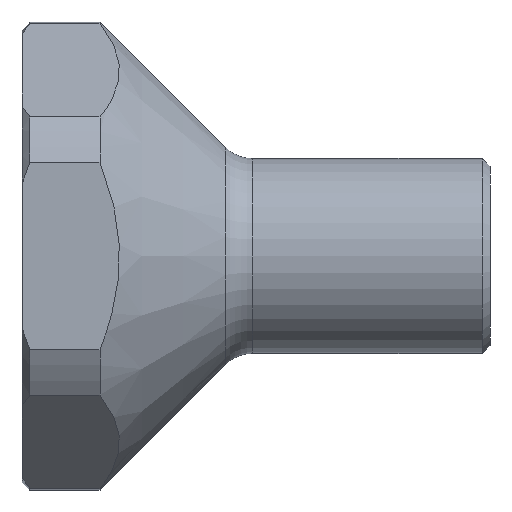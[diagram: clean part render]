
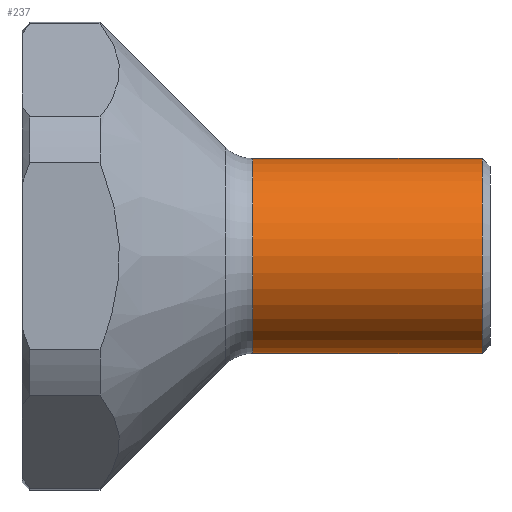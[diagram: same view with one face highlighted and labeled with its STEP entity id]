
A CAD part, left-side view. The second image highlights one B-rep face of the part: STEP entity #237.
In plain terms, the highlighted cylindrical face has radius 12.5 mm (diameter 25 mm), a partial arc.
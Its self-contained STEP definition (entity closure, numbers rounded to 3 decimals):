
#66 = EDGE_CURVE ( 'NONE', #665, #422, #338, .T. ) ;
#95 = ORIENTED_EDGE ( 'NONE', *, *, #664, .T. ) ;
#97 = CARTESIAN_POINT ( 'NONE',  ( 0., 0., 0. ) ) ;
#122 = CARTESIAN_POINT ( 'NONE',  ( 0., 1., 0. ) ) ;
#151 = DIRECTION ( 'NONE',  ( 0., -1., 0. ) ) ;
#152 = CARTESIAN_POINT ( 'NONE',  ( 0., 30.429, -12.5 ) ) ;
#200 = CARTESIAN_POINT ( 'NONE',  ( 0., 30.429, 12.5 ) ) ;
#225 = LINE ( 'NONE', #715, #941 ) ;
#237 = ADVANCED_FACE ( 'NONE', ( #491 ), #402, .T. ) ;
#304 = EDGE_CURVE ( 'NONE', #674, #372, #699, .T. ) ;
#338 = CIRCLE ( 'NONE', #543, 12.5 ) ;
#353 = EDGE_CURVE ( 'NONE', #665, #372, #225, .T. ) ;
#372 = VERTEX_POINT ( 'NONE', #708 ) ;
#402 = CYLINDRICAL_SURFACE ( 'NONE', #1148, 12.5 ) ;
#422 = VERTEX_POINT ( 'NONE', #152 ) ;
#431 = ORIENTED_EDGE ( 'NONE', *, *, #353, .F. ) ;
#433 = DIRECTION ( 'NONE',  ( 0., -1., 0. ) ) ;
#441 = VECTOR ( 'NONE', #433, 1000. ) ;
#491 = FACE_OUTER_BOUND ( 'NONE', #721, .T. ) ;
#498 = CARTESIAN_POINT ( 'NONE',  ( 0., 1., -12.5 ) ) ;
#525 = CARTESIAN_POINT ( 'NONE',  ( 0., 0., -12.5 ) ) ;
#543 = AXIS2_PLACEMENT_3D ( 'NONE', #1018, #151, #849 ) ;
#582 = DIRECTION ( 'NONE',  ( 0., 0., -1. ) ) ;
#664 = EDGE_CURVE ( 'NONE', #422, #674, #929, .T. ) ;
#665 = VERTEX_POINT ( 'NONE', #200 ) ;
#674 = VERTEX_POINT ( 'NONE', #498 ) ;
#699 = CIRCLE ( 'NONE', #878, 12.5 ) ;
#708 = CARTESIAN_POINT ( 'NONE',  ( 0., 1., 12.5 ) ) ;
#715 = CARTESIAN_POINT ( 'NONE',  ( 0., 0., 12.5 ) ) ;
#721 = EDGE_LOOP ( 'NONE', ( #431, #816, #95, #805 ) ) ;
#805 = ORIENTED_EDGE ( 'NONE', *, *, #304, .T. ) ;
#816 = ORIENTED_EDGE ( 'NONE', *, *, #66, .T. ) ;
#849 = DIRECTION ( 'NONE',  ( 0., 0., -1. ) ) ;
#878 = AXIS2_PLACEMENT_3D ( 'NONE', #122, #1119, #1016 ) ;
#929 = LINE ( 'NONE', #525, #441 ) ;
#941 = VECTOR ( 'NONE', #1210, 1000. ) ;
#1016 = DIRECTION ( 'NONE',  ( 0., 0., 1. ) ) ;
#1018 = CARTESIAN_POINT ( 'NONE',  ( 0., 30.429, 0. ) ) ;
#1119 = DIRECTION ( 'NONE',  ( 0., 1., 0. ) ) ;
#1148 = AXIS2_PLACEMENT_3D ( 'NONE', #97, #1182, #582 ) ;
#1182 = DIRECTION ( 'NONE',  ( 0., -1., 0. ) ) ;
#1210 = DIRECTION ( 'NONE',  ( 0., -1., 0. ) ) ;
